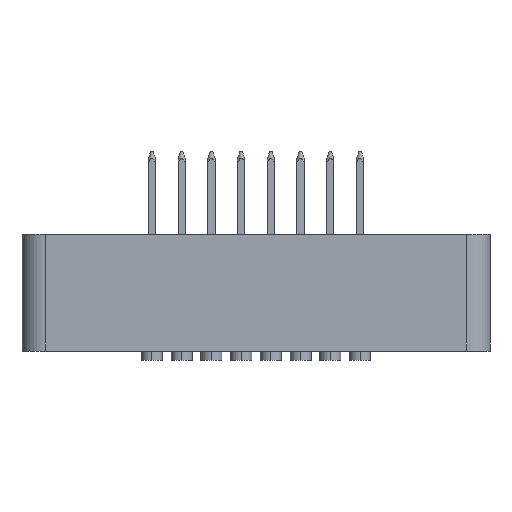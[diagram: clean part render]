
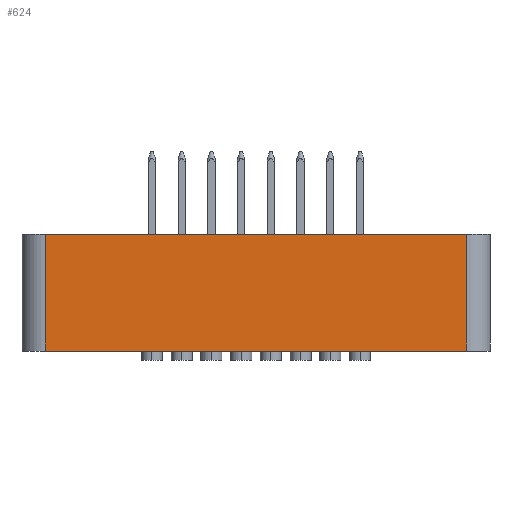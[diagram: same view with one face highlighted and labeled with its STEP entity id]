
A CAD part, front view. The second image highlights one B-rep face of the part: STEP entity #624.
In plain terms, the highlighted face is planar.
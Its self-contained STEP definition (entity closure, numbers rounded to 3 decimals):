
#73 = VERTEX_POINT ( 'NONE', #3552 ) ;
#100 = VECTOR ( 'NONE', #4053, 1000. ) ;
#227 = ORIENTED_EDGE ( 'NONE', *, *, #4181, .F. ) ;
#241 = VERTEX_POINT ( 'NONE', #3287 ) ;
#254 = LINE ( 'NONE', #3618, #100 ) ;
#624 = ADVANCED_FACE ( 'NONE', ( #2834 ), #4179, .T. ) ;
#1063 = LINE ( 'NONE', #3721, #2456 ) ;
#1137 = DIRECTION ( 'NONE',  ( 0., 1., 0. ) ) ;
#1222 = LINE ( 'NONE', #2561, #1645 ) ;
#1632 = ORIENTED_EDGE ( 'NONE', *, *, #3886, .T. ) ;
#1645 = VECTOR ( 'NONE', #2927, 1000. ) ;
#1695 = AXIS2_PLACEMENT_3D ( 'NONE', #4199, #1137, #2494 ) ;
#1783 = CARTESIAN_POINT ( 'NONE',  ( -18., 6.75, 0. ) ) ;
#1962 = EDGE_CURVE ( 'NONE', #2975, #4406, #1222, .T. ) ;
#2039 = ORIENTED_EDGE ( 'NONE', *, *, #1962, .F. ) ;
#2456 = VECTOR ( 'NONE', #4041, 1000. ) ;
#2494 = DIRECTION ( 'NONE',  ( 0., 0., 1. ) ) ;
#2536 = DIRECTION ( 'NONE',  ( 0., 0., 1. ) ) ;
#2561 = CARTESIAN_POINT ( 'NONE',  ( -18., 6.75, 0. ) ) ;
#2830 = LINE ( 'NONE', #3905, #3385 ) ;
#2834 = FACE_OUTER_BOUND ( 'NONE', #3187, .T. ) ;
#2927 = DIRECTION ( 'NONE',  ( -1., 0., 0. ) ) ;
#2975 = VERTEX_POINT ( 'NONE', #4254 ) ;
#3087 = EDGE_CURVE ( 'NONE', #241, #73, #254, .T. ) ;
#3187 = EDGE_LOOP ( 'NONE', ( #2039, #227, #4122, #1632 ) ) ;
#3287 = CARTESIAN_POINT ( 'NONE',  ( 18., 6.75, -10. ) ) ;
#3385 = VECTOR ( 'NONE', #2536, 1000. ) ;
#3552 = CARTESIAN_POINT ( 'NONE',  ( -18., 6.75, -10. ) ) ;
#3618 = CARTESIAN_POINT ( 'NONE',  ( -18., 6.75, -10. ) ) ;
#3721 = CARTESIAN_POINT ( 'NONE',  ( 18., 6.75, -10. ) ) ;
#3886 = EDGE_CURVE ( 'NONE', #73, #4406, #2830, .T. ) ;
#3905 = CARTESIAN_POINT ( 'NONE',  ( -18., 6.75, -10. ) ) ;
#4041 = DIRECTION ( 'NONE',  ( 0., 0., 1. ) ) ;
#4053 = DIRECTION ( 'NONE',  ( -1., 0., 0. ) ) ;
#4122 = ORIENTED_EDGE ( 'NONE', *, *, #3087, .T. ) ;
#4179 = PLANE ( 'NONE',  #1695 ) ;
#4181 = EDGE_CURVE ( 'NONE', #241, #2975, #1063, .T. ) ;
#4199 = CARTESIAN_POINT ( 'NONE',  ( -18., 6.75, -10. ) ) ;
#4254 = CARTESIAN_POINT ( 'NONE',  ( 18., 6.75, 0. ) ) ;
#4406 = VERTEX_POINT ( 'NONE', #1783 ) ;
